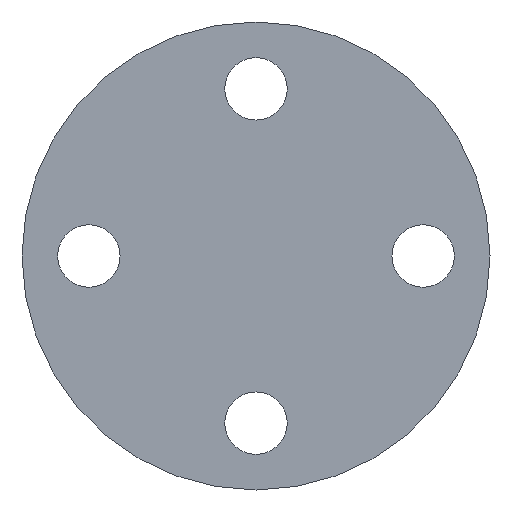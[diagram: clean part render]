
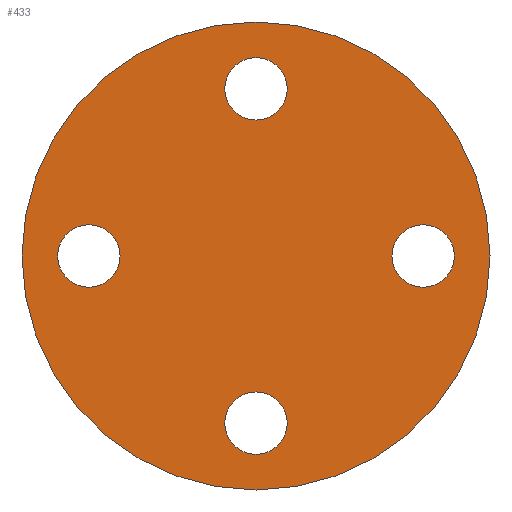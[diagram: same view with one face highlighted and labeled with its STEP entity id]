
A CAD part, front view. The second image highlights one B-rep face of the part: STEP entity #433.
In plain terms, the highlighted planar face has unit normal (0, -1, 0).
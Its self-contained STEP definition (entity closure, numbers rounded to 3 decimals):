
#2 = ORIENTED_EDGE ( 'NONE', *, *, #347, .F. ) ;
#3 = ORIENTED_EDGE ( 'NONE', *, *, #250, .T. ) ;
#14 = VERTEX_POINT ( 'NONE', #333 ) ;
#21 = CARTESIAN_POINT ( 'NONE',  ( 0., 0., 0. ) ) ;
#23 = AXIS2_PLACEMENT_3D ( 'NONE', #371, #228, #219 ) ;
#38 = ORIENTED_EDGE ( 'NONE', *, *, #167, .F. ) ;
#39 = CIRCLE ( 'NONE', #342, 52.5 ) ;
#45 = EDGE_LOOP ( 'NONE', ( #38, #2 ) ) ;
#52 = DIRECTION ( 'NONE',  ( 1., 0., 0. ) ) ;
#57 = AXIS2_PLACEMENT_3D ( 'NONE', #258, #75, #443 ) ;
#58 = CARTESIAN_POINT ( 'NONE',  ( 0., 0., 52.5 ) ) ;
#60 = DIRECTION ( 'NONE',  ( 0., 1., 0. ) ) ;
#63 = CARTESIAN_POINT ( 'NONE',  ( -30.5, 0., 0. ) ) ;
#66 = DIRECTION ( 'NONE',  ( 0., 0., -1. ) ) ;
#75 = DIRECTION ( 'NONE',  ( 0., 1., 0. ) ) ;
#80 = VERTEX_POINT ( 'NONE', #164 ) ;
#83 = ORIENTED_EDGE ( 'NONE', *, *, #198, .T. ) ;
#90 = CARTESIAN_POINT ( 'NONE',  ( 44.5, 0., 0. ) ) ;
#95 = CARTESIAN_POINT ( 'NONE',  ( 37.5, 0., 0. ) ) ;
#107 = CARTESIAN_POINT ( 'NONE',  ( 0., 0., 37.5 ) ) ;
#111 = ORIENTED_EDGE ( 'NONE', *, *, #313, .T. ) ;
#114 = EDGE_LOOP ( 'NONE', ( #3, #152 ) ) ;
#118 = FACE_BOUND ( 'NONE', #466, .T. ) ;
#123 = DIRECTION ( 'NONE',  ( 1., 0., 0. ) ) ;
#124 = CIRCLE ( 'NONE', #467, 7. ) ;
#127 = AXIS2_PLACEMENT_3D ( 'NONE', #384, #206, #52 ) ;
#132 = EDGE_CURVE ( 'NONE', #330, #192, #169, .T. ) ;
#135 = DIRECTION ( 'NONE',  ( 0., 0., 1. ) ) ;
#136 = CIRCLE ( 'NONE', #200, 7. ) ;
#142 = ORIENTED_EDGE ( 'NONE', *, *, #132, .T. ) ;
#143 = DIRECTION ( 'NONE',  ( 0., 1., 0. ) ) ;
#152 = ORIENTED_EDGE ( 'NONE', *, *, #268, .T. ) ;
#154 = CIRCLE ( 'NONE', #348, 7. ) ;
#164 = CARTESIAN_POINT ( 'NONE',  ( -44.5, 0., 0. ) ) ;
#167 = EDGE_CURVE ( 'NONE', #249, #375, #175, .T. ) ;
#169 = CIRCLE ( 'NONE', #383, 7. ) ;
#175 = CIRCLE ( 'NONE', #296, 52.5 ) ;
#184 = VERTEX_POINT ( 'NONE', #448 ) ;
#186 = CIRCLE ( 'NONE', #449, 7. ) ;
#192 = VERTEX_POINT ( 'NONE', #90 ) ;
#198 = EDGE_CURVE ( 'NONE', #80, #303, #374, .T. ) ;
#200 = AXIS2_PLACEMENT_3D ( 'NONE', #396, #284, #66 ) ;
#205 = CIRCLE ( 'NONE', #424, 7. ) ;
#206 = DIRECTION ( 'NONE',  ( 0., 1., 0. ) ) ;
#209 = CARTESIAN_POINT ( 'NONE',  ( 0., 0., 30.5 ) ) ;
#214 = CARTESIAN_POINT ( 'NONE',  ( 0., 0., -52.5 ) ) ;
#217 = EDGE_CURVE ( 'NONE', #303, #80, #154, .T. ) ;
#219 = DIRECTION ( 'NONE',  ( 0., 0., 1. ) ) ;
#223 = FACE_BOUND ( 'NONE', #114, .T. ) ;
#228 = DIRECTION ( 'NONE',  ( 0., 1., 0. ) ) ;
#242 = DIRECTION ( 'NONE',  ( 0., 0., 1. ) ) ;
#245 = VERTEX_POINT ( 'NONE', #209 ) ;
#249 = VERTEX_POINT ( 'NONE', #214 ) ;
#250 = EDGE_CURVE ( 'NONE', #245, #14, #205, .T. ) ;
#256 = CARTESIAN_POINT ( 'NONE',  ( 37.5, 0., 0. ) ) ;
#258 = CARTESIAN_POINT ( 'NONE',  ( 0., 0., -37.5 ) ) ;
#266 = ORIENTED_EDGE ( 'NONE', *, *, #400, .T. ) ;
#268 = EDGE_CURVE ( 'NONE', #14, #245, #136, .T. ) ;
#272 = CIRCLE ( 'NONE', #57, 7. ) ;
#278 = DIRECTION ( 'NONE',  ( 0., 1., 0. ) ) ;
#284 = DIRECTION ( 'NONE',  ( 0., 1., 0. ) ) ;
#287 = EDGE_CURVE ( 'NONE', #192, #330, #124, .T. ) ;
#289 = VERTEX_POINT ( 'NONE', #394 ) ;
#296 = AXIS2_PLACEMENT_3D ( 'NONE', #21, #416, #242 ) ;
#297 = ORIENTED_EDGE ( 'NONE', *, *, #217, .T. ) ;
#303 = VERTEX_POINT ( 'NONE', #63 ) ;
#312 = CARTESIAN_POINT ( 'NONE',  ( -37.5, 0., 0. ) ) ;
#313 = EDGE_CURVE ( 'NONE', #184, #289, #186, .T. ) ;
#314 = DIRECTION ( 'NONE',  ( 0., 1., 0. ) ) ;
#315 = DIRECTION ( 'NONE',  ( 0., 0., 1. ) ) ;
#326 = EDGE_LOOP ( 'NONE', ( #142, #354 ) ) ;
#329 = PLANE ( 'NONE',  #23 ) ;
#330 = VERTEX_POINT ( 'NONE', #461 ) ;
#333 = CARTESIAN_POINT ( 'NONE',  ( 0., 0., 44.5 ) ) ;
#342 = AXIS2_PLACEMENT_3D ( 'NONE', #468, #60, #135 ) ;
#346 = DIRECTION ( 'NONE',  ( -1., 0., 0. ) ) ;
#347 = EDGE_CURVE ( 'NONE', #375, #249, #39, .T. ) ;
#348 = AXIS2_PLACEMENT_3D ( 'NONE', #312, #460, #123 ) ;
#354 = ORIENTED_EDGE ( 'NONE', *, *, #287, .T. ) ;
#355 = CARTESIAN_POINT ( 'NONE',  ( 0., 0., -37.5 ) ) ;
#365 = FACE_OUTER_BOUND ( 'NONE', #45, .T. ) ;
#371 = CARTESIAN_POINT ( 'NONE',  ( 0., 0., 0. ) ) ;
#374 = CIRCLE ( 'NONE', #127, 7. ) ;
#375 = VERTEX_POINT ( 'NONE', #58 ) ;
#383 = AXIS2_PLACEMENT_3D ( 'NONE', #95, #278, #346 ) ;
#384 = CARTESIAN_POINT ( 'NONE',  ( -37.5, 0., 0. ) ) ;
#394 = CARTESIAN_POINT ( 'NONE',  ( 0., 0., -30.5 ) ) ;
#396 = CARTESIAN_POINT ( 'NONE',  ( 0., 0., 37.5 ) ) ;
#400 = EDGE_CURVE ( 'NONE', #289, #184, #272, .T. ) ;
#401 = FACE_BOUND ( 'NONE', #326, .T. ) ;
#407 = EDGE_LOOP ( 'NONE', ( #297, #83 ) ) ;
#416 = DIRECTION ( 'NONE',  ( 0., 1., 0. ) ) ;
#424 = AXIS2_PLACEMENT_3D ( 'NONE', #107, #143, #434 ) ;
#425 = DIRECTION ( 'NONE',  ( 0., 1., 0. ) ) ;
#429 = DIRECTION ( 'NONE',  ( -1., 0., 0. ) ) ;
#433 = ADVANCED_FACE ( 'NONE', ( #445, #223, #401, #118, #365 ), #329, .F. ) ;
#434 = DIRECTION ( 'NONE',  ( 0., 0., -1. ) ) ;
#443 = DIRECTION ( 'NONE',  ( 0., 0., 1. ) ) ;
#445 = FACE_BOUND ( 'NONE', #407, .T. ) ;
#448 = CARTESIAN_POINT ( 'NONE',  ( 0., 0., -44.5 ) ) ;
#449 = AXIS2_PLACEMENT_3D ( 'NONE', #355, #314, #315 ) ;
#460 = DIRECTION ( 'NONE',  ( 0., 1., 0. ) ) ;
#461 = CARTESIAN_POINT ( 'NONE',  ( 30.5, 0., 0. ) ) ;
#466 = EDGE_LOOP ( 'NONE', ( #266, #111 ) ) ;
#467 = AXIS2_PLACEMENT_3D ( 'NONE', #256, #425, #429 ) ;
#468 = CARTESIAN_POINT ( 'NONE',  ( 0., 0., 0. ) ) ;
